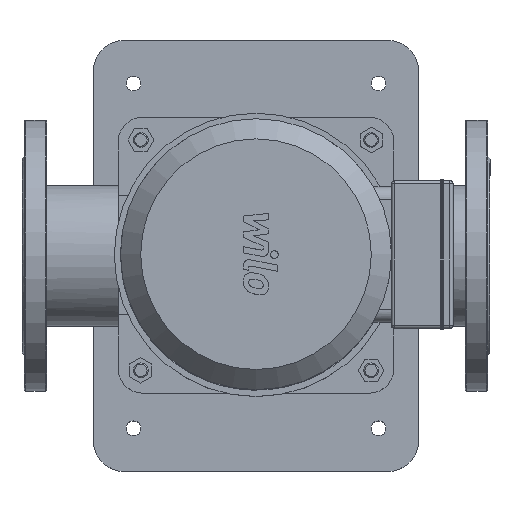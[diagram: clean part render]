
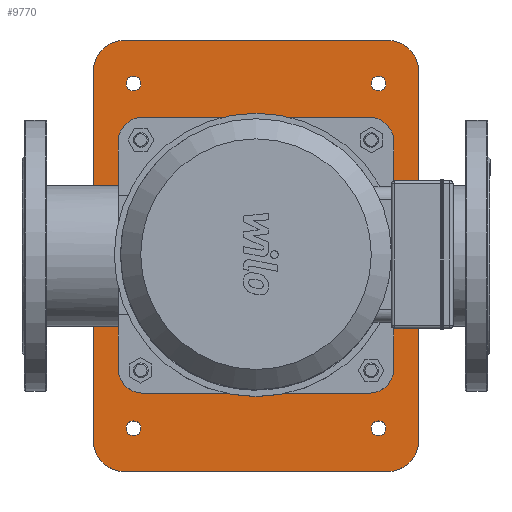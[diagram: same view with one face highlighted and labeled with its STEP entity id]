
A CAD part, top view. The second image highlights one B-rep face of the part: STEP entity #9770.
In plain terms, the highlighted planar face has unit normal (0, 0, 1).
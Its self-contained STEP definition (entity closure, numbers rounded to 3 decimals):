
#888=LINE('',#16704,#1749);
#895=LINE('',#16718,#1756);
#896=LINE('',#16722,#1757);
#897=LINE('',#16726,#1758);
#1749=VECTOR('',#13144,214.);
#1756=VECTOR('',#13153,300.);
#1757=VECTOR('',#13156,214.);
#1758=VECTOR('',#13159,300.);
#2195=PLANE('',#10684);
#2354=FACE_BOUND('',#3513,.T.);
#2355=FACE_BOUND('',#3514,.T.);
#2356=FACE_BOUND('',#3515,.T.);
#2357=FACE_BOUND('',#3516,.T.);
#2854=FACE_OUTER_BOUND('',#3512,.T.);
#3512=EDGE_LOOP('',(#8694,#8695,#8696,#8697,#8698,#8699,#8700,#8701));
#3513=EDGE_LOOP('',(#8702));
#3514=EDGE_LOOP('',(#8703));
#3515=EDGE_LOOP('',(#8704));
#3516=EDGE_LOOP('',(#8705));
#4006=CIRCLE('',#10682,25.);
#4007=CIRCLE('',#10685,25.);
#4008=CIRCLE('',#10686,25.);
#4009=CIRCLE('',#10687,25.);
#4010=CIRCLE('',#10688,6.);
#4011=CIRCLE('',#10689,6.);
#4012=CIRCLE('',#10690,6.);
#4013=CIRCLE('',#10691,6.);
#4842=VERTEX_POINT('',#16697);
#4843=VERTEX_POINT('',#16699);
#4844=VERTEX_POINT('',#16703);
#4850=VERTEX_POINT('',#16717);
#4851=VERTEX_POINT('',#16719);
#4852=VERTEX_POINT('',#16721);
#4853=VERTEX_POINT('',#16723);
#4854=VERTEX_POINT('',#16725);
#4855=VERTEX_POINT('',#16728);
#4856=VERTEX_POINT('',#16730);
#4857=VERTEX_POINT('',#16732);
#4858=VERTEX_POINT('',#16734);
#6154=EDGE_CURVE('',#4842,#4843,#4006,.T.);
#6156=EDGE_CURVE('',#4844,#4843,#888,.T.);
#6163=EDGE_CURVE('',#4842,#4850,#895,.T.);
#6164=EDGE_CURVE('',#4851,#4850,#4007,.T.);
#6165=EDGE_CURVE('',#4851,#4852,#896,.T.);
#6166=EDGE_CURVE('',#4853,#4852,#4008,.T.);
#6167=EDGE_CURVE('',#4853,#4854,#897,.T.);
#6168=EDGE_CURVE('',#4844,#4854,#4009,.T.);
#6169=EDGE_CURVE('',#4855,#4855,#4010,.T.);
#6170=EDGE_CURVE('',#4856,#4856,#4011,.T.);
#6171=EDGE_CURVE('',#4857,#4857,#4012,.T.);
#6172=EDGE_CURVE('',#4858,#4858,#4013,.T.);
#8694=ORIENTED_EDGE('',*,*,#6154,.F.);
#8695=ORIENTED_EDGE('',*,*,#6163,.T.);
#8696=ORIENTED_EDGE('',*,*,#6164,.F.);
#8697=ORIENTED_EDGE('',*,*,#6165,.T.);
#8698=ORIENTED_EDGE('',*,*,#6166,.F.);
#8699=ORIENTED_EDGE('',*,*,#6167,.T.);
#8700=ORIENTED_EDGE('',*,*,#6168,.F.);
#8701=ORIENTED_EDGE('',*,*,#6156,.T.);
#8702=ORIENTED_EDGE('',*,*,#6169,.T.);
#8703=ORIENTED_EDGE('',*,*,#6170,.T.);
#8704=ORIENTED_EDGE('',*,*,#6171,.T.);
#8705=ORIENTED_EDGE('',*,*,#6172,.T.);
#9770=ADVANCED_FACE('',(#2854,#2354,#2355,#2356,#2357),#2195,.F.);
#10682=AXIS2_PLACEMENT_3D('',#16700,#13139,#13140);
#10684=AXIS2_PLACEMENT_3D('',#16716,#13151,#13152);
#10685=AXIS2_PLACEMENT_3D('',#16720,#13154,#13155);
#10686=AXIS2_PLACEMENT_3D('',#16724,#13157,#13158);
#10687=AXIS2_PLACEMENT_3D('',#16727,#13160,#13161);
#10688=AXIS2_PLACEMENT_3D('',#16729,#13162,#13163);
#10689=AXIS2_PLACEMENT_3D('',#16731,#13164,#13165);
#10690=AXIS2_PLACEMENT_3D('',#16733,#13166,#13167);
#10691=AXIS2_PLACEMENT_3D('',#16735,#13168,#13169);
#13139=DIRECTION('center_axis',(0.,0.,
-1.));
#13140=DIRECTION('ref_axis',(-0.707,0.707,0.));
#13144=DIRECTION('',(-1.,0.,0.));
#13151=DIRECTION('center_axis',(0.,0.,
-1.));
#13152=DIRECTION('ref_axis',(0.,1.,0.));
#13153=DIRECTION('',(0.,-1.,0.));
#13154=DIRECTION('center_axis',(0.,0.,
-1.));
#13155=DIRECTION('ref_axis',(-0.707,-0.707,0.));
#13156=DIRECTION('',(1.,0.,0.));
#13157=DIRECTION('center_axis',(0.,0.,
-1.));
#13158=DIRECTION('ref_axis',(0.707,-0.707,0.));
#13159=DIRECTION('',(0.,1.,0.));
#13160=DIRECTION('center_axis',(0.,0.,
-1.));
#13161=DIRECTION('ref_axis',(0.707,0.707,0.));
#13162=DIRECTION('center_axis',(0.,0.,
-1.));
#13163=DIRECTION('ref_axis',(0.,-1.,0.));
#13164=DIRECTION('center_axis',(0.,0.,
-1.));
#13165=DIRECTION('ref_axis',(0.,-1.,0.));
#13166=DIRECTION('center_axis',(0.,0.,
-1.));
#13167=DIRECTION('ref_axis',(0.,-1.,0.));
#13168=DIRECTION('center_axis',(0.,0.,
-1.));
#13169=DIRECTION('ref_axis',(0.,-1.,0.));
#16697=CARTESIAN_POINT('',(-132.,150.,45.));
#16699=CARTESIAN_POINT('',(-107.,175.,45.));
#16700=CARTESIAN_POINT('Origin',(-107.,150.,45.));
#16703=CARTESIAN_POINT('',(107.,175.,45.));
#16704=CARTESIAN_POINT('',(132.,175.,45.));
#16716=CARTESIAN_POINT('Origin',(0.,0.,
45.));
#16717=CARTESIAN_POINT('',(-132.,-150.,45.));
#16718=CARTESIAN_POINT('',(-132.,175.,45.));
#16719=CARTESIAN_POINT('',(-107.,-175.,45.));
#16720=CARTESIAN_POINT('Origin',(-107.,-150.,45.));
#16721=CARTESIAN_POINT('',(107.,-175.,45.));
#16722=CARTESIAN_POINT('',(-132.,-175.,45.));
#16723=CARTESIAN_POINT('',(132.,-150.,45.));
#16724=CARTESIAN_POINT('Origin',(107.,-150.,45.));
#16725=CARTESIAN_POINT('',(132.,150.,45.));
#16726=CARTESIAN_POINT('',(132.,-175.,45.));
#16727=CARTESIAN_POINT('Origin',(107.,150.,45.));
#16728=CARTESIAN_POINT('',(99.5,-134.,45.));
#16729=CARTESIAN_POINT('Origin',(99.5,-140.,45.));
#16730=CARTESIAN_POINT('',(99.5,146.,45.));
#16731=CARTESIAN_POINT('Origin',(99.5,140.,45.));
#16732=CARTESIAN_POINT('',(-99.5,-134.,45.));
#16733=CARTESIAN_POINT('Origin',(-99.5,-140.,45.));
#16734=CARTESIAN_POINT('',(-99.5,146.,45.));
#16735=CARTESIAN_POINT('Origin',(-99.5,140.,45.));
